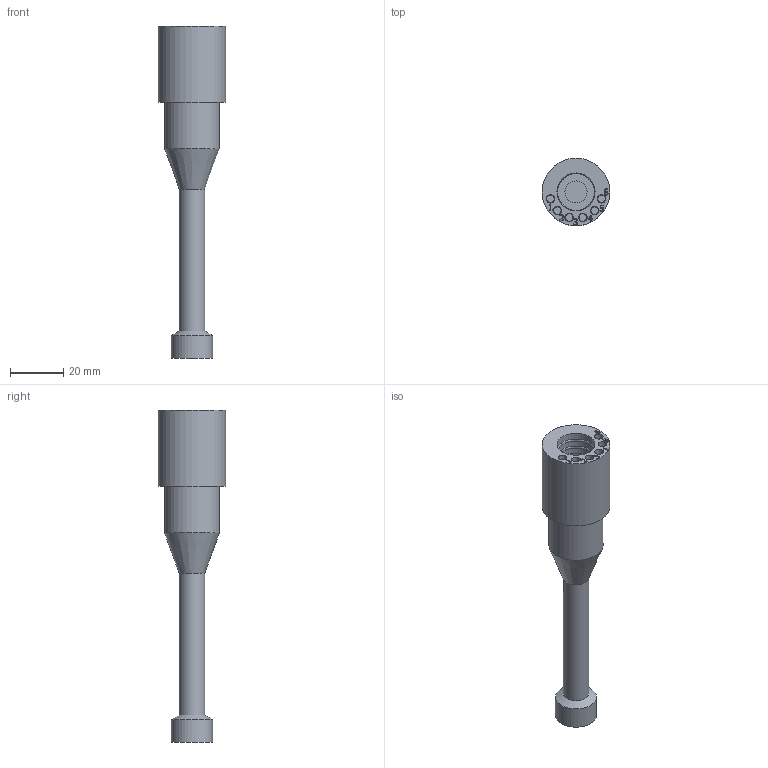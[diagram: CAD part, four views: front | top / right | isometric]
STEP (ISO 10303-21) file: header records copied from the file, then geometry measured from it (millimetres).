
FILE_DESCRIPTION(/* description */ (''),/* implementation_level */ '2;1');
FILE_NAME(/* name */ 'DCCX6F.stp',/* time_stamp */ '2014-11-13T14:41:59+01:00',/* author */ ('sh'),/* organization */ (''),/* preprocessor_version */ 'ST-DEVELOPER v15.2',/* originating_system */ 'Autodesk Inventor 2014',/* authorisation */ '');
FILE_SCHEMA (('AUTOMOTIVE_DESIGN { 1 0 10303 214 3 1 1 }'));
Length unit declared in the file: inch
Products named in the file (1): DCCX6F
Bounding box: 25.4 x 25.4 x 124.54 mm (x, y, z)
Volume: 22736.2 mm3; surface area: 9980.8 mm2
Topology: 2 solids, 2 shells, 207 faces, 499 edges, 317 vertices
Faces by surface type: plane 72, bspline 64, cylinder 38, torus 29, cone 4
Full cylindrical faces by diameter (mm): 3.175 x24, 9.525 x1, 11.1 x2, 11.811 x1, 12.065 x3, 14.275 x4, 15.494 x1, 20.625 x1, 25.4 x1
Entity records: 5927 total; most frequent: CARTESIAN_POINT 1784, ORIENTED_EDGE 840, DIRECTION 670, EDGE_CURVE 420, VERTEX_POINT 309, EDGE_LOOP 299, AXIS2_PLACEMENT_3D 233, ADVANCED_FACE 207
